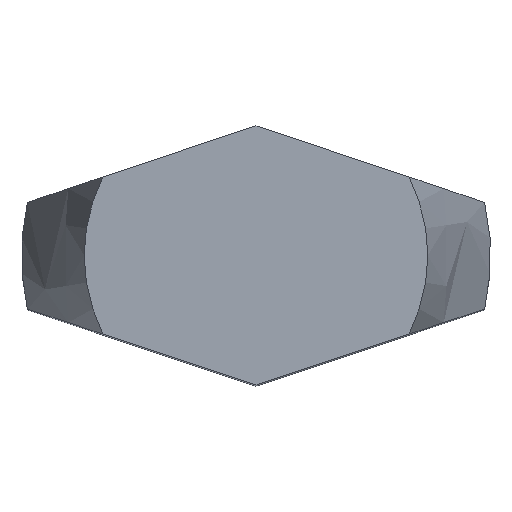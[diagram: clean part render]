
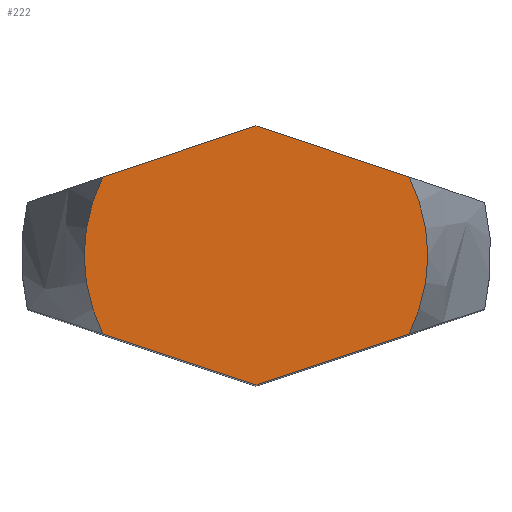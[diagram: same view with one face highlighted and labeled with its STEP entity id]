
A CAD part, top view. The second image highlights one B-rep face of the part: STEP entity #222.
In plain terms, the highlighted planar face has unit normal (0, 0, 1).
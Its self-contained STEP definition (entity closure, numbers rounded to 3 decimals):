
#96=VERTEX_POINT('',#256);
#106=EDGE_CURVE('',#184,#142,#267,.T.);
#120=EDGE_CURVE('',#128,#184,#282,.T.);
#128=VERTEX_POINT('',#290);
#142=VERTEX_POINT('',#306);
#156=EDGE_CURVE('',#142,#96,#320,.T.);
#184=VERTEX_POINT('',#351);
#194=VERTEX_POINT('',#362);
#204=VERTEX_POINT('',#374);
#214=EDGE_CURVE('',#194,#128,#384,.T.);
#222=ADVANCED_FACE('',(#394),#395,.T.);
#228=EDGE_CURVE('',#96,#204,#402,.T.);
#232=EDGE_CURVE('',#204,#194,#406,.T.);
#256=CARTESIAN_POINT('',(5.207,2.681,22.0));
#267=LINE('',#438,#439);
#282=LINE('',#456,#457);
#290=CARTESIAN_POINT('',(-5.207,-2.681,22.0));
#306=CARTESIAN_POINT('',(5.207,-2.681,22.0));
#320=CIRCLE('',#527,5.856);
#351=CARTESIAN_POINT('',(0.0,-4.416,22.0));
#362=CARTESIAN_POINT('',(-5.207,2.681,22.0));
#374=CARTESIAN_POINT('',(0.0,4.416,22.0));
#384=CIRCLE('',#620,5.856);
#394=FACE_OUTER_BOUND('',#630,.T.);
#395=PLANE('',#631);
#402=LINE('',#641,#642);
#406=LINE('',#657,#658);
#438=CARTESIAN_POINT('',(0.223,-4.342,22.0));
#439=VECTOR('',#680,1.0);
#456=CARTESIAN_POINT('',(-4.223,-3.009,22.0));
#457=VECTOR('',#691,1.0);
#527=AXIS2_PLACEMENT_3D('',#726,#727,#728);
#620=AXIS2_PLACEMENT_3D('',#793,#794,#795);
#630=EDGE_LOOP('',(#814,#815,#816,#817,#818,#819));
#631=AXIS2_PLACEMENT_3D('',#820,#821,#822);
#641=CARTESIAN_POINT('',(5.101,2.716,22.0));
#642=VECTOR('',#830,1.0);
#657=CARTESIAN_POINT('',(-1.101,4.049,22.0));
#658=VECTOR('',#831,1.0);
#680=DIRECTION('',(0.949,0.316,0.0));
#691=DIRECTION('',(0.949,-0.316,0.0));
#726=CARTESIAN_POINT('',(0.,0.,22.0));
#727=DIRECTION('',(0.0,0.0,1.0));
#728=DIRECTION('',(0.,-1.0,0.0));
#793=CARTESIAN_POINT('',(0.,0.,22.0));
#794=DIRECTION('',(0.0,0.0,1.0));
#795=DIRECTION('',(0.,-1.0,0.0));
#814=ORIENTED_EDGE('',*,*,#120,.T.);
#815=ORIENTED_EDGE('',*,*,#106,.T.);
#816=ORIENTED_EDGE('',*,*,#156,.T.);
#817=ORIENTED_EDGE('',*,*,#228,.T.);
#818=ORIENTED_EDGE('',*,*,#232,.T.);
#819=ORIENTED_EDGE('',*,*,#214,.T.);
#820=CARTESIAN_POINT('',(0.,-2.928,22.0));
#821=DIRECTION('',(0.0,0.0,1.0));
#822=DIRECTION('',(0.,-1.0,0.0));
#830=DIRECTION('',(-0.949,0.316,0.0));
#831=DIRECTION('',(-0.949,-0.316,0.0));
